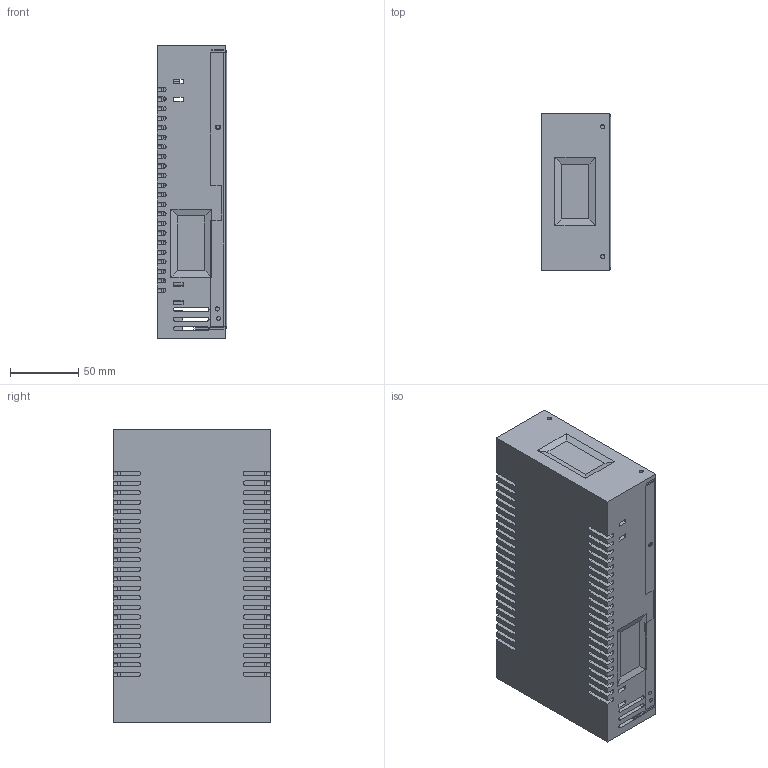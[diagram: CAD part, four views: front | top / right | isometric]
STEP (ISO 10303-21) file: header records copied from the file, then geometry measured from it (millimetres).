
FILE_DESCRIPTION(('FreeCAD Model'),'2;1');
FILE_NAME('Open CASCADE Shape Model','2023-08-10T17:59:50',(''),(''), 'Open CASCADE STEP processor 7.6','FreeCAD','Unknown');
FILE_SCHEMA(('AUTOMOTIVE_DESIGN { 1 0 10303 214 1 1 1 1 }'));
Length unit declared in the file: millimetre
Products named in the file (18): Fonte Chaveada; Hélice; COMPOUND004; COMPOUND; COMPOUND001; COMPOUND002; COMPOUND003; COMPOUND010; COMPOUND005; COMPOUND006; COMPOUND007; COMPOUND008; COMPOUND009; Ventoinha; Tampa da fonte; Corpo da fonte; Placa da fonte; Bornes da fonte
Assembly tree (17 placements, depth 4):
  Fonte Chaveada
    Hélice
      COMPOUND004
        COMPOUND
        COMPOUND001
        COMPOUND002
        COMPOUND003
      COMPOUND010
        COMPOUND005
        COMPOUND006
        COMPOUND007
        COMPOUND008
        COMPOUND009
    Ventoinha
    Tampa da fonte
    Corpo da fonte
    Placa da fonte
    Bornes da fonte
Bounding box: 51.12 x 115.22 x 215.03 mm (x, y, z)
Volume: 335098.5 mm3; surface area: 271064.3 mm2
Topology: 9 solids, 14 shells, 1573 faces, 4409 edges, 2857 vertices
Faces by surface type: plane 918, cylinder 515, bspline 105, torus 27, sphere 8
Full cylindrical faces by diameter (mm): 1 x14, 2.645 x1, 2.845 x1, 2.905 x1, 2.938 x1, 3 x12, 3.385 x1, 3.764 x2, 3.793 x1, 3.923 x1, 4 x8, 4.319 x1, 4.722 x1, 5 x9, 5.628 x1, 5.78 x1, 5.878 x1, 5.954 x1, 6.127 x1, 6.382 x1, 7.718 x1, 9.586 x1, 9.74 x1, 10.205 x1, 10.895 x1, 13.622 x1, 22 x2, 24 x1, 26 x2, 28.84 x1
Entity records: 53939 total; most frequent: CARTESIAN_POINT 11157, ORIENTED_EDGE 8788, DIRECTION 8621, EDGE_CURVE 4405, LINE 2907, VECTOR 2907, AXIS2_PLACEMENT_3D 2857, VERTEX_POINT 2857
